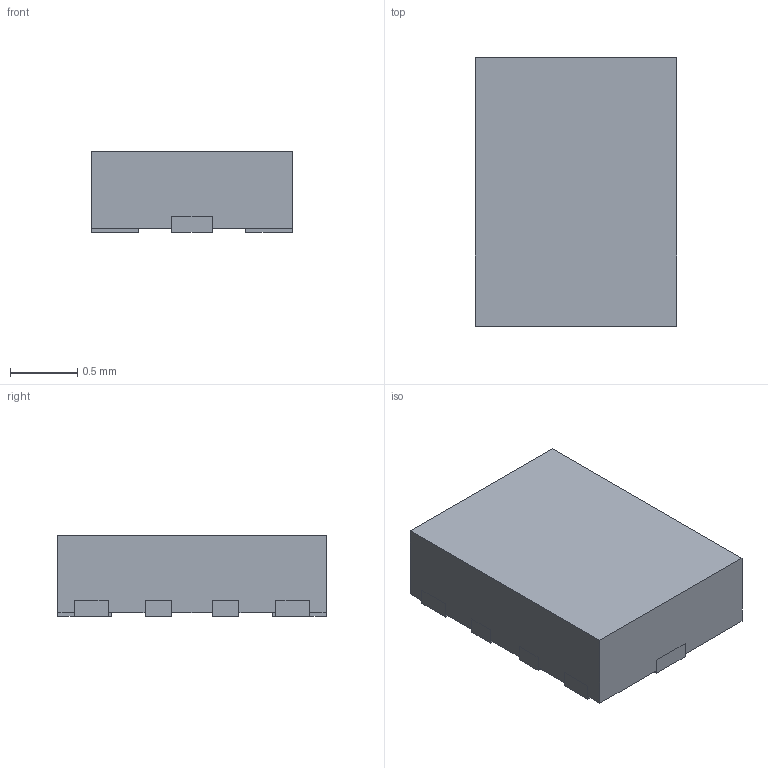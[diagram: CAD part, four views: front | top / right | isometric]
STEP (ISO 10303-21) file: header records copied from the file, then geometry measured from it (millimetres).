
FILE_DESCRIPTION((''),'2;1');
FILE_NAME('RSE0010A_ASM','2020-03-25T08:23:13',('a0412086'),(''),'CREO PARAMETRIC BY PTC INC, 2019292','CREO PARAMETRIC BY PTC INC, 2019292','');
FILE_SCHEMA(('AUTOMOTIVE_DESIGN { 1 0 10303 214 1 1 1 1 }'));
Length unit declared in the file: millimetre
Products named in the file (4): FRAME-RSE0010A; BODY-QFN; PIN1-ID; RSE0010A_ASM
Assembly tree (3 placements, depth 2):
  RSE0010A_ASM
    FRAME-RSE0010A
    BODY-QFN
    PIN1-ID
Bounding box: 1.5 x 2 x 0.6 mm (x, y, z)
Volume: 1.7 mm3; surface area: 13.9 mm2
Topology: 11 solids, 11 shells, 108 faces, 258 edges, 172 vertices
Faces by surface type: plane 108
Entity records: 4168 total; most frequent: CARTESIAN_POINT 552, ORIENTED_EDGE 516, DIRECTION 488, PRESENTATION_STYLE_ASSIGNMENT 279, STYLED_ITEM 269, VECTOR 258, LINE 258, CURVE_STYLE 258
